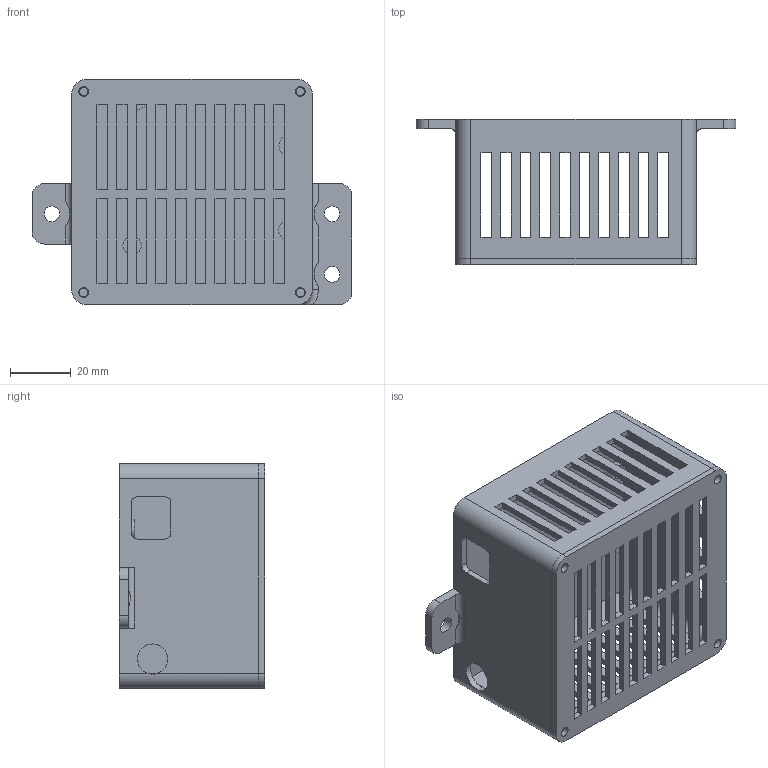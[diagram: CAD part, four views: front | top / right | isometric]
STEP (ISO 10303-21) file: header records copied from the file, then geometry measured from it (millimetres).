
FILE_DESCRIPTION(/* description */ (''),/* implementation_level */ '2;1');
FILE_NAME(/* name */ 'case UNO cnc shield 2040 extrusion.step',/* time_stamp */ '2023-02-24T19:00:19-03:00',/* author */ (''),/* organization */ (''),/* preprocessor_version */ 'ST-DEVELOPER v19.2',/* originating_system */ 'Autodesk Translation Framework v11.17.0.187',/* authorisation */ '');
FILE_SCHEMA (('AUTOMOTIVE_DESIGN { 1 0 10303 214 3 1 1 }'));
Length unit declared in the file: millimetre
Products named in the file (3): (Unsaved); 3D printed; arduino case v3
Assembly tree (2 placements, depth 3):
  (Unsaved)
    3D printed
      arduino case v3
Bounding box: 105.6 x 48 x 74.4 mm (x, y, z)
Volume: 43799.3 mm3; surface area: 49832.7 mm2
Topology: 2 solids, 2 shells, 281 faces, 812 edges, 539 vertices
Faces by surface type: plane 216, cylinder 52, cone 12, torus 1
Full cylindrical faces by diameter (mm): 2.8 x6, 3.2 x4, 5.2 x3, 6 x1, 7 x3, 10 x1
Entity records: 9526 total; most frequent: CARTESIAN_POINT 1793, ORIENTED_EDGE 1624, DIRECTION 1468, EDGE_CURVE 812, LINE 668, VECTOR 668, VERTEX_POINT 539, AXIS2_PLACEMENT_3D 400
